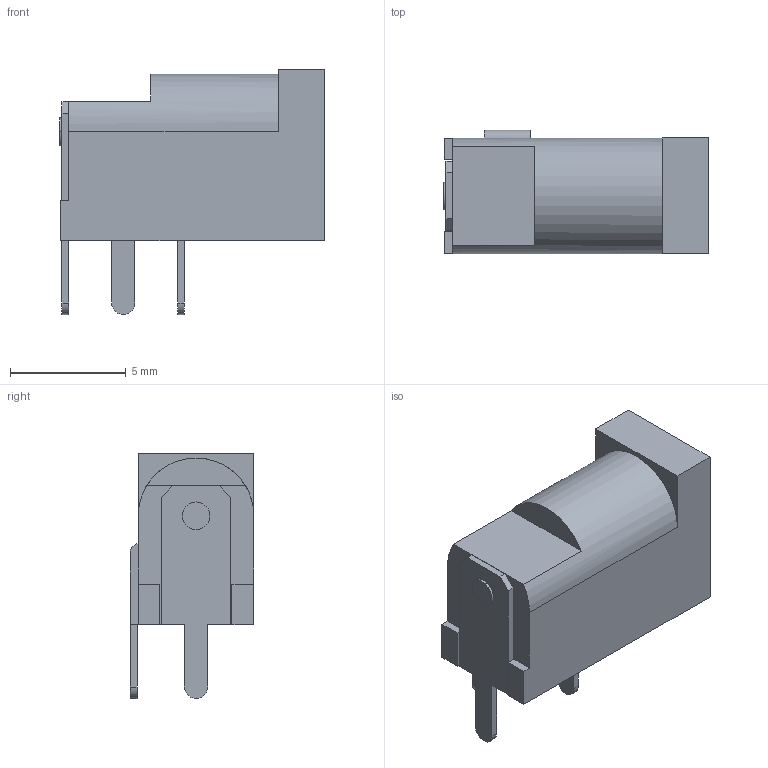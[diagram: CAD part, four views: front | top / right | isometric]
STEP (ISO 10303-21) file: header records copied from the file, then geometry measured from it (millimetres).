
FILE_DESCRIPTION(('FreeCAD Model'),'2;1');
FILE_NAME('Open CASCADE Shape Model','2022-05-29T07:34:39',( 'kicad StepUp'),('ksu MCAD'),'Open CASCADE STEP processor 7.5', 'FreeCAD','Unknown');
FILE_SCHEMA(('AUTOMOTIVE_DESIGN { 1 0 10303 214 1 1 1 1 }'));
Length unit declared in the file: millimetre
Products named in the file (3): CUI_DEVICES_PJ-009; CUI_DEVICES_PJ-007; CUI_DEVICES_PJ-008
Assembly tree (2 placements, depth 2):
  CUI_DEVICES_PJ-009
    CUI_DEVICES_PJ-007
    CUI_DEVICES_PJ-008
Bounding box: 11.45 x 5.35 x 10.6 mm (x, y, z)
Volume: 322.7 mm3; surface area: 457.9 mm2
Topology: 2 solids, 2 shells, 51 faces, 131 edges, 86 vertices
Faces by surface type: plane 38, cylinder 11, sphere 2
Entity records: 1596 total; most frequent: CARTESIAN_POINT 269, DIRECTION 264, ORIENTED_EDGE 258, EDGE_CURVE 129, LINE 102, VECTOR 102, VERTEX_POINT 86, AXIS2_PLACEMENT_3D 81
